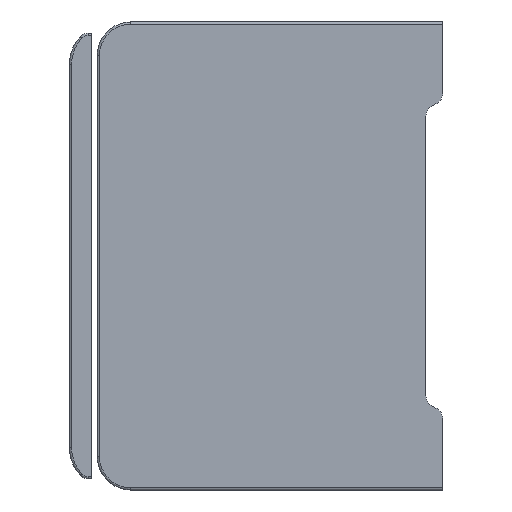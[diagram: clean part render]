
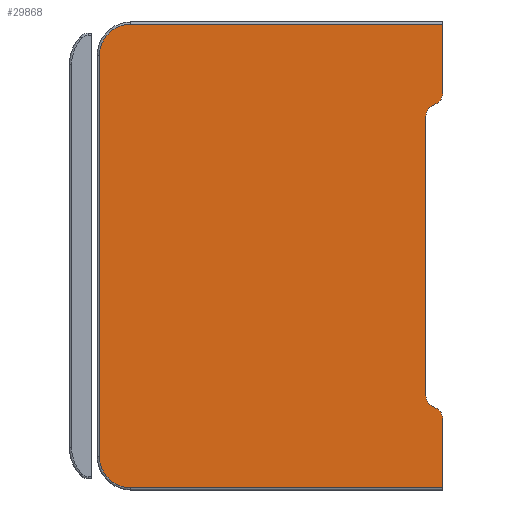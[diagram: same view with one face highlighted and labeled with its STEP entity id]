
A CAD part, left-side view. The second image highlights one B-rep face of the part: STEP entity #29868.
In plain terms, the highlighted planar face has unit normal (-1, 0, 0).
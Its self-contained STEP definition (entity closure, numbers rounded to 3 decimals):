
#3851=DIRECTION('',(0.,-1.,0.));
#3852=VECTOR('',#3851,28.);
#3853=CARTESIAN_POINT('',(-57.,28.,-20.8));
#3854=LINE('',#3853,#3852);
#3855=CARTESIAN_POINT('',(-57.,28.,-18.));
#3856=DIRECTION('',(-1.,0.,0.));
#3857=DIRECTION('',(0.,1.,0.));
#3858=AXIS2_PLACEMENT_3D('',#3855,#3856,#3857);
#3860=DIRECTION('',(0.,0.,-1.));
#3861=VECTOR('',#3860,36.);
#3862=CARTESIAN_POINT('',(-57.,30.8,18.));
#3863=LINE('',#3862,#3861);
#3864=CARTESIAN_POINT('',(-57.,28.,18.));
#3865=DIRECTION('',(-1.,0.,0.));
#3866=DIRECTION('',(0.,0.,1.));
#3867=AXIS2_PLACEMENT_3D('',#3864,#3865,#3866);
#3869=DIRECTION('',(0.,1.,0.));
#3870=VECTOR('',#3869,28.);
#3871=CARTESIAN_POINT('',(-57.,0.,20.8));
#3872=LINE('',#3871,#3870);
#3873=DIRECTION('',(0.,0.,-1.));
#3874=VECTOR('',#3873,6.223);
#3875=CARTESIAN_POINT('',(-57.,0.,20.8));
#3876=LINE('',#3875,#3874);
#3877=CARTESIAN_POINT('',(-57.,1.,14.577));
#3878=DIRECTION('',(-1.,0.,0.));
#3879=DIRECTION('',(0.,-0.5,-0.866));
#3880=AXIS2_PLACEMENT_3D('',#3877,#3878,#3879);
#3882=DIRECTION('',(0.,0.866,-0.5));
#3883=VECTOR('',#3882,0.577);
#3884=CARTESIAN_POINT('',(-57.,0.5,13.711));
#3885=LINE('',#3884,#3883);
#3886=CARTESIAN_POINT('',(-57.,0.5,12.557));
#3887=DIRECTION('',(-1.,0.,0.));
#3888=DIRECTION('',(0.,0.5,0.866));
#3889=AXIS2_PLACEMENT_3D('',#3886,#3887,#3888);
#3891=DIRECTION('',(0.,0.,-1.));
#3892=VECTOR('',#3891,25.113);
#3893=CARTESIAN_POINT('',(-57.,1.5,12.557));
#3894=LINE('',#3893,#3892);
#3895=CARTESIAN_POINT('',(-57.,0.5,-12.557));
#3896=DIRECTION('',(-1.,0.,0.));
#3897=DIRECTION('',(0.,1.,0.));
#3898=AXIS2_PLACEMENT_3D('',#3895,#3896,#3897);
#3900=DIRECTION('',(0.,-0.866,-0.5));
#3901=VECTOR('',#3900,0.577);
#3902=CARTESIAN_POINT('',(-57.,1.,-13.423));
#3903=LINE('',#3902,#3901);
#3904=CARTESIAN_POINT('',(-57.,1.,-14.577));
#3905=DIRECTION('',(-1.,0.,0.));
#3906=DIRECTION('',(0.,-1.,0.));
#3907=AXIS2_PLACEMENT_3D('',#3904,#3905,#3906);
#3909=DIRECTION('',(0.,0.,-1.));
#3910=VECTOR('',#3909,6.223);
#3911=CARTESIAN_POINT('',(-57.,0.,-14.577));
#3912=LINE('',#3911,#3910);
#20703=CARTESIAN_POINT('',(-57.,0.,-20.8));
#20705=VERTEX_POINT('',#20703);
#20709=CARTESIAN_POINT('',(-57.,28.,-20.8));
#20710=VERTEX_POINT('',#20709);
#20711=CARTESIAN_POINT('',(-57.,30.8,-18.));
#20712=VERTEX_POINT('',#20711);
#20715=CARTESIAN_POINT('',(-57.,30.8,18.));
#20716=VERTEX_POINT('',#20715);
#20719=CARTESIAN_POINT('',(-57.,28.,20.8));
#20720=VERTEX_POINT('',#20719);
#20724=CARTESIAN_POINT('',(-57.,0.,20.8));
#20726=VERTEX_POINT('',#20724);
#23163=CARTESIAN_POINT('',(-57.,0.5,13.711));
#23164=CARTESIAN_POINT('',(-57.,0.,14.577));
#23165=VERTEX_POINT('',#23163);
#23166=VERTEX_POINT('',#23164);
#23167=CARTESIAN_POINT('',(-57.,1.,13.423));
#23168=VERTEX_POINT('',#23167);
#23169=CARTESIAN_POINT('',(-57.,1.5,12.557));
#23170=VERTEX_POINT('',#23169);
#23171=CARTESIAN_POINT('',(-57.,1.5,-12.557));
#23172=VERTEX_POINT('',#23171);
#23173=CARTESIAN_POINT('',(-57.,1.,-13.423));
#23174=VERTEX_POINT('',#23173);
#23175=CARTESIAN_POINT('',(-57.,0.5,-13.711));
#23176=VERTEX_POINT('',#23175);
#23177=CARTESIAN_POINT('',(-57.,0.,-14.577));
#23178=VERTEX_POINT('',#23177);
#29840=CARTESIAN_POINT('',(-57.,0.,-21.));
#29841=DIRECTION('',(-1.,0.,0.));
#29842=DIRECTION('',(0.,0.,1.));
#29843=AXIS2_PLACEMENT_3D('',#29840,#29841,#29842);
#29844=PLANE('',#29843);
#29846=ORIENTED_EDGE('',*,*,#29845,.F.);
#29848=ORIENTED_EDGE('',*,*,#29847,.F.);
#29850=ORIENTED_EDGE('',*,*,#29849,.F.);
#29852=ORIENTED_EDGE('',*,*,#29851,.F.);
#29854=ORIENTED_EDGE('',*,*,#29853,.F.);
#29855=ORIENTED_EDGE('',*,*,#29736,.T.);
#29856=ORIENTED_EDGE('',*,*,#29785,.F.);
#29857=ORIENTED_EDGE('',*,*,#29806,.T.);
#29858=ORIENTED_EDGE('',*,*,#29828,.T.);
#29859=ORIENTED_EDGE('',*,*,#29582,.T.);
#29860=ORIENTED_EDGE('',*,*,#29655,.T.);
#29862=ORIENTED_EDGE('',*,*,#29861,.T.);
#29864=ORIENTED_EDGE('',*,*,#29863,.F.);
#29865=ORIENTED_EDGE('',*,*,#29766,.T.);
#29866=EDGE_LOOP('',(#29846,#29848,#29850,#29852,#29854,#29855,#29856,#29857,
#29858,#29859,#29860,#29862,#29864,#29865));
#29867=FACE_OUTER_BOUND('',#29866,.F.);
#29868=ADVANCED_FACE('',(#29867),#29844,.T.);
#3859=CIRCLE('',#3858,2.8);
#3868=CIRCLE('',#3867,2.8);
#3881=CIRCLE('',#3880,1.);
#3890=CIRCLE('',#3889,1.);
#3899=CIRCLE('',#3898,1.);
#3908=CIRCLE('',#3907,1.);
#29582=EDGE_CURVE('',#23170,#23172,#3894,.T.);
#29655=EDGE_CURVE('',#23172,#23174,#3899,.T.);
#29736=EDGE_CURVE('',#20726,#23166,#3876,.T.);
#29766=EDGE_CURVE('',#23178,#20705,#3912,.T.);
#29785=EDGE_CURVE('',#23165,#23166,#3881,.T.);
#29806=EDGE_CURVE('',#23165,#23168,#3885,.T.);
#29828=EDGE_CURVE('',#23168,#23170,#3890,.T.);
#29845=EDGE_CURVE('',#20710,#20705,#3854,.T.);
#29847=EDGE_CURVE('',#20712,#20710,#3859,.T.);
#29849=EDGE_CURVE('',#20716,#20712,#3863,.T.);
#29851=EDGE_CURVE('',#20720,#20716,#3868,.T.);
#29853=EDGE_CURVE('',#20726,#20720,#3872,.T.);
#29861=EDGE_CURVE('',#23174,#23176,#3903,.T.);
#29863=EDGE_CURVE('',#23178,#23176,#3908,.T.);
